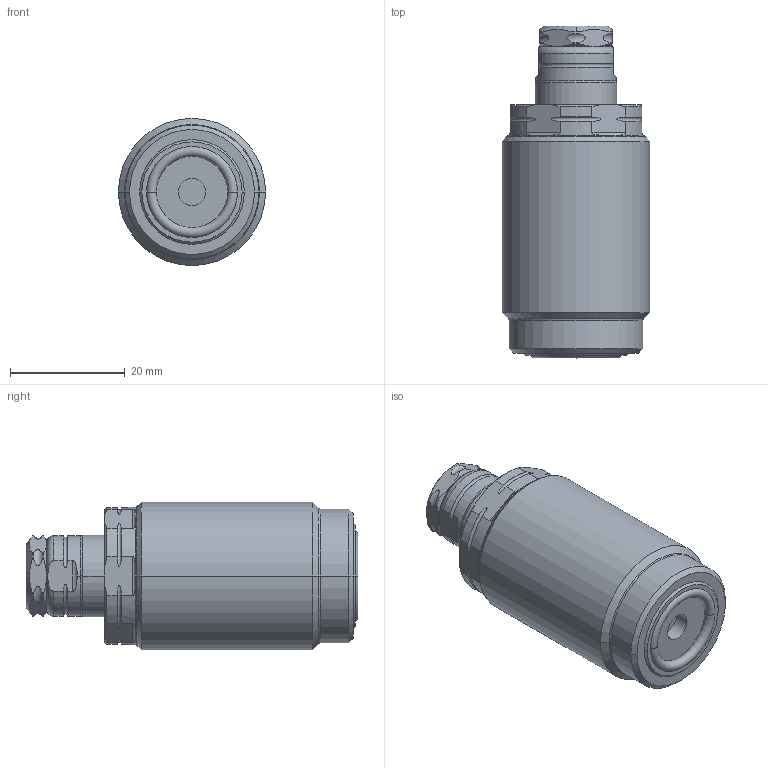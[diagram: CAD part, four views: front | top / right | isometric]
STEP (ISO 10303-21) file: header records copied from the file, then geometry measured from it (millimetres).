
FILE_DESCRIPTION((''),'2;1');
FILE_NAME('ILCMV41070610','2020-03-20T',('Mjust'),(''),'PRO/ENGINEER BY PARAMETRIC TECHNOLOGY CORPORATION, 2017170','PRO/ENGINEER BY PARAMETRIC TECHNOLOGY CORPORATION, 2017170','');
FILE_SCHEMA(('AUTOMOTIVE_DESIGN { 1 0 10303 214 1 1 1 1 }'));
Length unit declared in the file: millimetre
Products named in the file (1): ILCMV41070610
Bounding box: 25.65 x 57.86 x 25.65 mm (x, y, z)
Volume: 23135.2 mm3; surface area: 5242.9 mm2
Topology: 1 solids, 1 shells, 131 faces, 324 edges, 202 vertices
Faces by surface type: cylinder 50, plane 29, torus 26, cone 26
Entity records: 6129 total; most frequent: CARTESIAN_POINT 2024, DIRECTION 648, ORIENTED_EDGE 648, PRESENTATION_STYLE_ASSIGNMENT 325, STYLED_ITEM 325, CURVE_STYLE 324, EDGE_CURVE 324, AXIS2_PLACEMENT_3D 271
